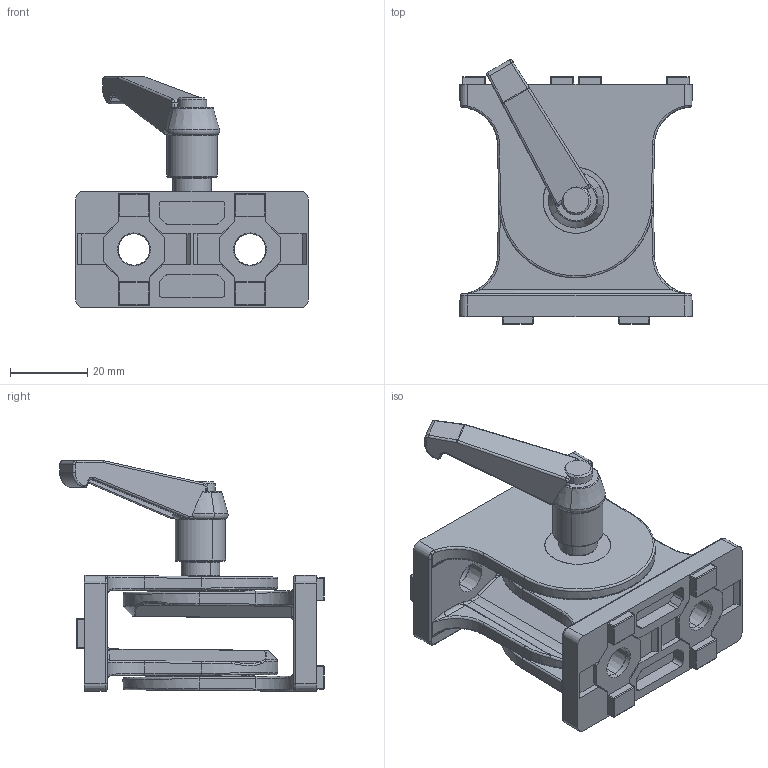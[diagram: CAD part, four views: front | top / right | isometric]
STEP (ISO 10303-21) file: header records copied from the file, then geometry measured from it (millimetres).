
FILE_DESCRIPTION (( 'STEP AP214' ), '1' );
FILE_NAME ('new products093gaf3060an08.step', '2017-09-27T09:52:28', ( '' ), ( '' ), 'SwSTEP 2.0', 'SolidWorks 2017', '' );
FILE_SCHEMA (( 'AUTOMOTIVE_DESIGN' ));
Length unit declared in the file: millimetre
Products named in the file (10): Countersunk head screw ISO 10642 - M5x10_ISO 10642 - M5 ; 093GA3060R01; 093GR39; 041LLXXX_041LL040K91M0510M; new products093gaf3060an08; 093GAF3060ANR_093GAF3060AN08R; 093GR40_093GR42; 093GR40_093GR41; 4din912m0510m_4din912m0535m; 093gr44_093GR45
Assembly tree (14 placements, depth 3):
  new products093gaf3060an08
    093GAF3060ANR_093GAF3060AN08R
      093GA3060R01  x2
      093GR40_093GR42
      093GR40_093GR41
      093GR39  x2
      4din912m0510m_4din912m0535m
      093gr44_093GR45  x4
      Countersunk head screw ISO 10642 - M5x10_ISO 10642 - M5 
    041LLXXX_041LL040K91M0510M
Bounding box: 60 x 68.34 x 59.66 mm (x, y, z)
Volume: 51300.9 mm3; surface area: 32966.1 mm2
Topology: 13 solids, 13 shells, 1153 faces, 2808 edges, 1643 vertices
Faces by surface type: cylinder 389, plane 358, bspline 182, torus 86, sphere 80, cone 58
Entity records: 20974 total; most frequent: CARTESIAN_POINT 6582, ORIENTED_EDGE 3050, DIRECTION 2832, EDGE_CURVE 1525, AXIS2_PLACEMENT_3D 1079, VERTEX_POINT 919, VECTOR 674, LINE 674
